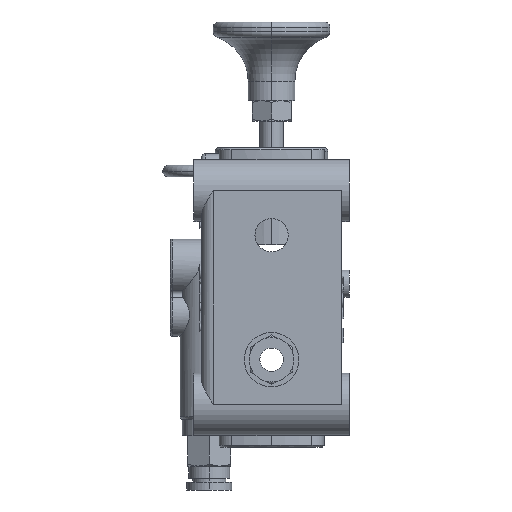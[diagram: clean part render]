
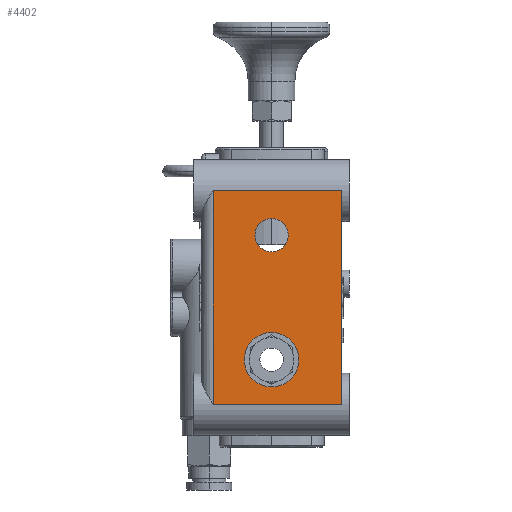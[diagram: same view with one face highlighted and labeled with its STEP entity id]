
A CAD part, left-side view. The second image highlights one B-rep face of the part: STEP entity #4402.
In plain terms, the highlighted planar face has unit normal (-1, 0, 0).
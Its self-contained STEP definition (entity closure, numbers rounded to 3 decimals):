
#4402 = ADVANCED_FACE ( 'NONE', ( #4884, #4890, #4892 ), #7728, .T. ) ;
#4884 = FACE_BOUND ( 'NONE', #11893, .T. ) ;
#4890 = FACE_BOUND ( 'NONE', #12727, .T. ) ;
#4892 = FACE_OUTER_BOUND ( 'NONE', #12772, .T. ) ;
#5141 = AXIS2_PLACEMENT_3D ( 'NONE', #7750, #7764, #7766 ) ;
#5207 = AXIS2_PLACEMENT_3D ( 'NONE', #18561, #18562, #18563 ) ;
#5212 = AXIS2_PLACEMENT_3D ( 'NONE', #18892, #18893, #18894 ) ;
#5215 = AXIS2_PLACEMENT_3D ( 'NONE', #18369, #18370, #18371 ) ;
#5710 = AXIS2_PLACEMENT_3D ( 'NONE', #33174, #33177, #33179 ) ;
#7728 = PLANE ( 'NONE',  #5141 ) ;
#7750 = CARTESIAN_POINT ( 'NONE',  ( -47.5, -18., -70. ) ) ;
#7764 = DIRECTION ( 'NONE',  ( -1., 0., 0. ) ) ;
#7766 = DIRECTION ( 'NONE',  ( 0., 0., 1. ) ) ;
#10718 = VERTEX_POINT ( 'NONE', #14136 ) ;
#10906 = VERTEX_POINT ( 'NONE', #14324 ) ;
#11080 = VERTEX_POINT ( 'NONE', #14498 ) ;
#11081 = VERTEX_POINT ( 'NONE', #14499 ) ;
#11083 = VERTEX_POINT ( 'NONE', #14501 ) ;
#11243 = VERTEX_POINT ( 'NONE', #14661 ) ;
#11244 = VERTEX_POINT ( 'NONE', #14662 ) ;
#11245 = VERTEX_POINT ( 'NONE', #14663 ) ;
#11893 = EDGE_LOOP ( 'NONE', ( #39191, #39481 ) ) ;
#12727 = EDGE_LOOP ( 'NONE', ( #38999, #39212 ) ) ;
#12772 = EDGE_LOOP ( 'NONE', ( #39615, #39074, #39108, #38924 ) ) ;
#14136 = CARTESIAN_POINT ( 'NONE',  ( -47.5, 0., -18.215 ) ) ;
#14324 = CARTESIAN_POINT ( 'NONE',  ( -47.5, 0., -26.785 ) ) ;
#14498 = CARTESIAN_POINT ( 'NONE',  ( -47.5, 15., -66. ) ) ;
#14499 = CARTESIAN_POINT ( 'NONE',  ( -47.5, 15., -11. ) ) ;
#14501 = CARTESIAN_POINT ( 'NONE',  ( -47.5, -18., -11. ) ) ;
#14661 = CARTESIAN_POINT ( 'NONE',  ( -47.5, 0., -58.785 ) ) ;
#14662 = CARTESIAN_POINT ( 'NONE',  ( -47.5, 0., -50.215 ) ) ;
#14663 = CARTESIAN_POINT ( 'NONE',  ( -47.5, -18., -66. ) ) ;
#15336 = CIRCLE ( 'NONE', #5215, 4.285 ) ;
#15381 = CIRCLE ( 'NONE', #5207, 4.285 ) ;
#15454 = VECTOR ( 'NONE', #18815, 1000. ) ;
#15463 = LINE ( 'NONE', #18813, #15454 ) ;
#15486 = CIRCLE ( 'NONE', #5212, 4.285 ) ;
#15572 = LINE ( 'NONE', #19170, #15573 ) ;
#15573 = VECTOR ( 'NONE', #19171, 1000. ) ;
#18369 = CARTESIAN_POINT ( 'NONE',  ( -47.5, 0., -54.5 ) ) ;
#18370 = DIRECTION ( 'NONE',  ( -1., 0., 0. ) ) ;
#18371 = DIRECTION ( 'NONE',  ( 0., 0., 1. ) ) ;
#18561 = CARTESIAN_POINT ( 'NONE',  ( -47.5, 0., -22.5 ) ) ;
#18562 = DIRECTION ( 'NONE',  ( 1., 0., 0. ) ) ;
#18563 = DIRECTION ( 'NONE',  ( 0., 0., -1. ) ) ;
#18813 = CARTESIAN_POINT ( 'NONE',  ( -47.5, 22., -66. ) ) ;
#18815 = DIRECTION ( 'NONE',  ( 0., -1., 0. ) ) ;
#18892 = CARTESIAN_POINT ( 'NONE',  ( -47.5, 0., -54.5 ) ) ;
#18893 = DIRECTION ( 'NONE',  ( -1., 0., 0. ) ) ;
#18894 = DIRECTION ( 'NONE',  ( 0., 0., 1. ) ) ;
#19170 = CARTESIAN_POINT ( 'NONE',  ( -47.5, -18., -7. ) ) ;
#19171 = DIRECTION ( 'NONE',  ( 0., 0., 1. ) ) ;
#32611 = CIRCLE ( 'NONE', #5710, 4.285 ) ;
#32911 = LINE ( 'NONE', #34275, #32912 ) ;
#32912 = VECTOR ( 'NONE', #34276, 1000. ) ;
#32913 = LINE ( 'NONE', #34277, #32914 ) ;
#32914 = VECTOR ( 'NONE', #34278, 1000. ) ;
#33174 = CARTESIAN_POINT ( 'NONE',  ( -47.5, 0., -22.5 ) ) ;
#33177 = DIRECTION ( 'NONE',  ( 1., 0., 0. ) ) ;
#33179 = DIRECTION ( 'NONE',  ( 0., 0., -1. ) ) ;
#34275 = CARTESIAN_POINT ( 'NONE',  ( -47.5, 15., -70. ) ) ;
#34276 = DIRECTION ( 'NONE',  ( 0., 0., -1. ) ) ;
#34277 = CARTESIAN_POINT ( 'NONE',  ( -47.5, 22., -11. ) ) ;
#34278 = DIRECTION ( 'NONE',  ( 0., -1., 0. ) ) ;
#38924 = ORIENTED_EDGE ( 'NONE', *, *, #48953, .T. ) ;
#38999 = ORIENTED_EDGE ( 'NONE', *, *, #47489, .T. ) ;
#39074 = ORIENTED_EDGE ( 'NONE', *, *, #47618, .T. ) ;
#39108 = ORIENTED_EDGE ( 'NONE', *, *, #48954, .F. ) ;
#39191 = ORIENTED_EDGE ( 'NONE', *, *, #47455, .F. ) ;
#39212 = ORIENTED_EDGE ( 'NONE', *, *, #48724, .T. ) ;
#39481 = ORIENTED_EDGE ( 'NONE', *, *, #47559, .F. ) ;
#39615 = ORIENTED_EDGE ( 'NONE', *, *, #47546, .T. ) ;
#47455 = EDGE_CURVE ( 'NONE', #11244, #11243, #15336, .T. ) ;
#47489 = EDGE_CURVE ( 'NONE', #10906, #10718, #15381, .T. ) ;
#47546 = EDGE_CURVE ( 'NONE', #11080, #11245, #15463, .T. ) ;
#47559 = EDGE_CURVE ( 'NONE', #11243, #11244, #15486, .T. ) ;
#47618 = EDGE_CURVE ( 'NONE', #11245, #11083, #15572, .T. ) ;
#48724 = EDGE_CURVE ( 'NONE', #10718, #10906, #32611, .T. ) ;
#48953 = EDGE_CURVE ( 'NONE', #11081, #11080, #32911, .T. ) ;
#48954 = EDGE_CURVE ( 'NONE', #11081, #11083, #32913, .T. ) ;
